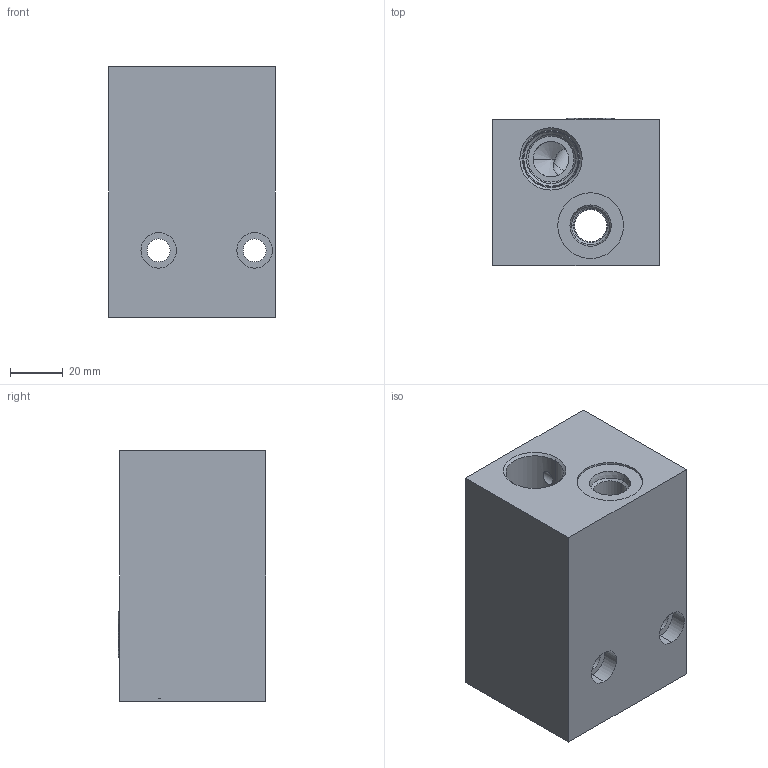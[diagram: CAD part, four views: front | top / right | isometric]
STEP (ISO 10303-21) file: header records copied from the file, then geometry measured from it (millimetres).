
FILE_DESCRIPTION((''),'2;1');
FILE_NAME('YVY_ASM','2019-07-03T',('ProEService'),(''),'PRO/ENGINEER BY PARAMETRIC TECHNOLOGY CORPORATION, 2014200','PRO/ENGINEER BY PARAMETRIC TECHNOLOGY CORPORATION, 2014200','');
FILE_SCHEMA(('CONFIG_CONTROL_DESIGN'));
Length unit declared in the file: inch
Products named in the file (3): 150-803-002; 500-001-113; YVY_ASM
Assembly tree (2 placements, depth 2):
  YVY_ASM
    150-803-002
    500-001-113
Bounding box: 63.5 x 56.03 x 95.25 mm (x, y, z)
Volume: 274533 mm3; surface area: 47460.4 mm2
Topology: 2 solids, 2 shells, 159 faces, 634 edges, 588 vertices
Faces by surface type: cylinder 72, cone 50, plane 18, sphere 13, revolution 4, torus 2
Entity records: 8315 total; most frequent: CARTESIAN_POINT 3300, DIRECTION 1024, ORIENTED_EDGE 816, EDGE_CURVE 408, AXIS2_PLACEMENT_3D 343, VECTOR 334, LINE 334, VERTEX_POINT 257
